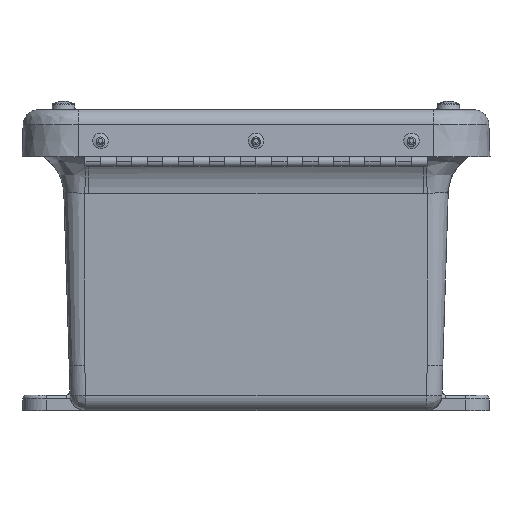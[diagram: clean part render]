
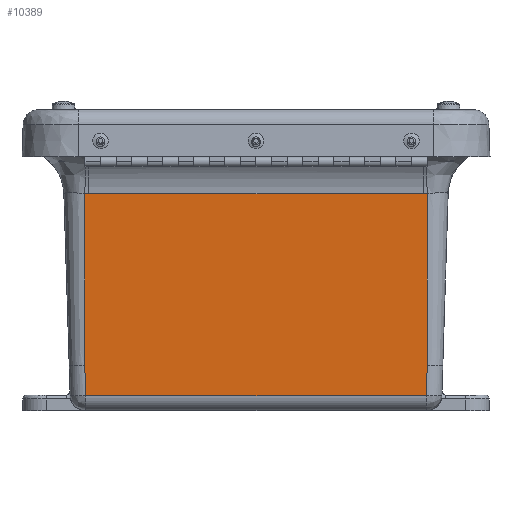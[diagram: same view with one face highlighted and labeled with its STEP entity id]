
A CAD part, left-side view. The second image highlights one B-rep face of the part: STEP entity #10389.
In plain terms, the highlighted planar face has unit normal (-1, 0, -0.031).
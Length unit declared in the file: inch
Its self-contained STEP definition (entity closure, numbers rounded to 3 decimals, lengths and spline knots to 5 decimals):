
#274 = LINE ( 'NONE', #15742, #1464 ) ;
#1410 = VECTOR ( 'NONE', #6211, 39.37008 ) ;
#1464 = VECTOR ( 'NONE', #11584, 39.37008 ) ;
#1466 = CARTESIAN_POINT ( 'NONE',  ( -3.082, 2.75355, -1.13991 ) ) ;
#1574 = DIRECTION ( 'NONE',  ( 0., 1., 0. ) ) ;
#1909 = VECTOR ( 'NONE', #1574, 39.37008 ) ;
#2791 = CARTESIAN_POINT ( 'NONE',  ( -3.11769, -2.75355, -0.00391 ) ) ;
#4216 = VECTOR ( 'NONE', #30764, 39.37008 ) ;
#5100 = ORIENTED_EDGE ( 'NONE', *, *, #27807, .T. ) ;
#5568 = EDGE_CURVE ( 'NONE', #18550, #30015, #274, .T. ) ;
#5947 = CARTESIAN_POINT ( 'NONE',  ( -3.08204, -2.75355, -1.13866 ) ) ;
#5984 = EDGE_CURVE ( 'NONE', #24934, #28684, #26551, .T. ) ;
#6211 = DIRECTION ( 'NONE',  ( -0.031, -0.031, 0.999 ) ) ;
#8372 = VERTEX_POINT ( 'NONE', #12738 ) ;
#8421 = PLANE ( 'NONE',  #11622 ) ;
#8544 = LINE ( 'NONE', #31883, #1410 ) ;
#9900 = CARTESIAN_POINT ( 'NONE',  ( -3.08201, 2.73197, -1.13949 ) ) ;
#10389 = ADVANCED_FACE ( 'NONE', ( #18592 ), #8421, .T. ) ;
#11584 = DIRECTION ( 'NONE',  ( 0., 1., 0. ) ) ;
#11622 = AXIS2_PLACEMENT_3D ( 'NONE', #15772, #13440, #15661 ) ;
#11633 = LINE ( 'NONE', #29259, #31214 ) ;
#12080 = CARTESIAN_POINT ( 'NONE',  ( -3.08204, 2.75355, -1.13866 ) ) ;
#12738 = CARTESIAN_POINT ( 'NONE',  ( -3.082, -2.68875, -1.13991 ) ) ;
#13034 = VERTEX_POINT ( 'NONE', #22217 ) ;
#13440 = DIRECTION ( 'NONE',  ( -1., 0., -0.031 ) ) ;
#15661 = DIRECTION ( 'NONE',  ( 0.031, 0., -1. ) ) ;
#15742 = CARTESIAN_POINT ( 'NONE',  ( -2.98011, 0., -4.38285 ) ) ;
#15772 = CARTESIAN_POINT ( 'NONE',  ( -3.11769, 2.75355, -0.00391 ) ) ;
#16385 = DIRECTION ( 'NONE',  ( 0.031, 0., -1. ) ) ;
#17232 = DIRECTION ( 'NONE',  ( 0.031, -0.031, -0.999 ) ) ;
#18178 = EDGE_CURVE ( 'NONE', #32357, #24540, #11633, .T. ) ;
#18550 = VERTEX_POINT ( 'NONE', #22825 ) ;
#18592 = FACE_OUTER_BOUND ( 'NONE', #20811, .T. ) ;
#19733 = ORIENTED_EDGE ( 'NONE', *, *, #20994, .F. ) ;
#20122 = CARTESIAN_POINT ( 'NONE',  ( -2.99543, -2.75355, -3.89539 ) ) ;
#20425 = CARTESIAN_POINT ( 'NONE',  ( -2.99543, 2.75355, -3.89539 ) ) ;
#20770 = EDGE_CURVE ( 'NONE', #32357, #13034, #21730, .T. ) ;
#20811 = EDGE_LOOP ( 'NONE', ( #5100, #32884, #19733, #30618, #27184, #29611, #29792, #28875 ) ) ;
#20994 = EDGE_CURVE ( 'NONE', #8372, #28684, #32399, .T. ) ;
#21064 = CARTESIAN_POINT ( 'NONE',  ( -2.98011, 2.73824, -4.38285 ) ) ;
#21161 = CARTESIAN_POINT ( 'NONE',  ( -3.08201, -2.73195, -1.13949 ) ) ;
#21615 = CARTESIAN_POINT ( 'NONE',  ( -3.082, -2.71034, -1.13991 ) ) ;
#21730 = B_SPLINE_CURVE_WITH_KNOTS ( 'NONE', 3,
 ( #23114, #9900, #27771, #30505 ),
 .UNSPECIFIED., .F., .F.,
 ( 4, 4 ),
 ( 0., 1. ),
 .UNSPECIFIED. ) ;
#22216 = CARTESIAN_POINT ( 'NONE',  ( -2.99543, 2.75355, -3.89539 ) ) ;
#22217 = CARTESIAN_POINT ( 'NONE',  ( -3.082, 2.68875, -1.13991 ) ) ;
#22689 = LINE ( 'NONE', #1466, #1909 ) ;
#22825 = CARTESIAN_POINT ( 'NONE',  ( -2.98011, -2.73824, -4.38285 ) ) ;
#23114 = CARTESIAN_POINT ( 'NONE',  ( -3.08204, 2.75355, -1.13866 ) ) ;
#23388 = LINE ( 'NONE', #22216, #24551 ) ;
#24540 = VERTEX_POINT ( 'NONE', #20425 ) ;
#24551 = VECTOR ( 'NONE', #17232, 39.37008 ) ;
#24934 = VERTEX_POINT ( 'NONE', #20122 ) ;
#26269 = CARTESIAN_POINT ( 'NONE',  ( -3.082, -2.68875, -1.13991 ) ) ;
#26551 = LINE ( 'NONE', #2791, #4216 ) ;
#26944 = CARTESIAN_POINT ( 'NONE',  ( -3.08204, -2.75355, -1.13866 ) ) ;
#27184 = ORIENTED_EDGE ( 'NONE', *, *, #20770, .F. ) ;
#27256 = EDGE_CURVE ( 'NONE', #8372, #13034, #22689, .T. ) ;
#27771 = CARTESIAN_POINT ( 'NONE',  ( -3.082, 2.71036, -1.13991 ) ) ;
#27807 = EDGE_CURVE ( 'NONE', #18550, #24934, #8544, .T. ) ;
#27850 = EDGE_CURVE ( 'NONE', #24540, #30015, #23388, .T. ) ;
#28684 = VERTEX_POINT ( 'NONE', #26944 ) ;
#28875 = ORIENTED_EDGE ( 'NONE', *, *, #5568, .F. ) ;
#29259 = CARTESIAN_POINT ( 'NONE',  ( -3.11769, 2.75355, -0.00391 ) ) ;
#29611 = ORIENTED_EDGE ( 'NONE', *, *, #18178, .T. ) ;
#29792 = ORIENTED_EDGE ( 'NONE', *, *, #27850, .T. ) ;
#30015 = VERTEX_POINT ( 'NONE', #21064 ) ;
#30505 = CARTESIAN_POINT ( 'NONE',  ( -3.082, 2.68875, -1.13991 ) ) ;
#30618 = ORIENTED_EDGE ( 'NONE', *, *, #27256, .T. ) ;
#30764 = DIRECTION ( 'NONE',  ( -0.031, 0., 1. ) ) ;
#31214 = VECTOR ( 'NONE', #16385, 39.37008 ) ;
#31883 = CARTESIAN_POINT ( 'NONE',  ( -2.98011, -2.73824, -4.38285 ) ) ;
#32357 = VERTEX_POINT ( 'NONE', #12080 ) ;
#32399 = B_SPLINE_CURVE_WITH_KNOTS ( 'NONE', 3,
 ( #26269, #21615, #21161, #5947 ),
 .UNSPECIFIED., .F., .F.,
 ( 4, 4 ),
 ( 0., 1. ),
 .UNSPECIFIED. ) ;
#32884 = ORIENTED_EDGE ( 'NONE', *, *, #5984, .T. ) ;
